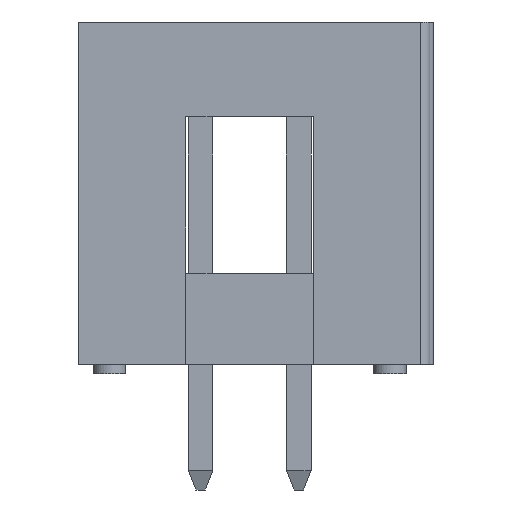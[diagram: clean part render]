
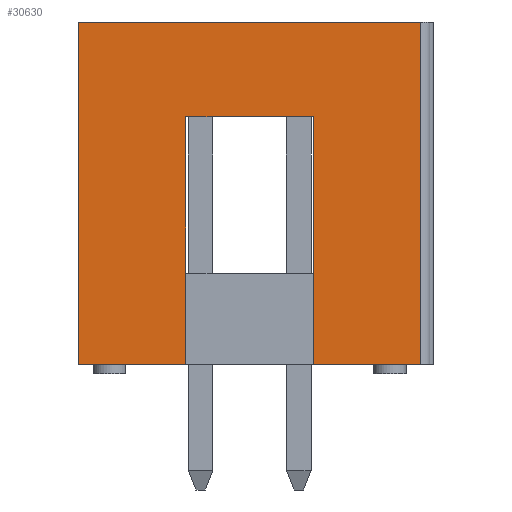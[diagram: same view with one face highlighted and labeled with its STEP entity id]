
A CAD part, front view. The second image highlights one B-rep face of the part: STEP entity #30630.
In plain terms, the highlighted face is planar.
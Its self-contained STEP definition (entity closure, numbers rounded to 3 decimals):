
#87=ORIENTED_EDGE('',*,*,#6049,.T.);
#88=ORIENTED_EDGE('',*,*,#6050,.F.);
#89=ORIENTED_EDGE('',*,*,#6051,.T.);
#90=ORIENTED_EDGE('',*,*,#6052,.T.);
#91=ORIENTED_EDGE('',*,*,#6053,.T.);
#92=ORIENTED_EDGE('',*,*,#6054,.F.);
#93=ORIENTED_EDGE('',*,*,#6055,.F.);
#94=ORIENTED_EDGE('',*,*,#6056,.T.);
#6049=EDGE_CURVE('',#9030,#9031,#10792,.T.);
#6050=EDGE_CURVE('',#9032,#9031,#10793,.T.);
#6051=EDGE_CURVE('',#9032,#9033,#10794,.T.);
#6052=EDGE_CURVE('',#9033,#9034,#10795,.T.);
#6053=EDGE_CURVE('',#9034,#9035,#10796,.T.);
#6054=EDGE_CURVE('',#9036,#9035,#10797,.T.);
#6055=EDGE_CURVE('',#9037,#9036,#10798,.T.);
#6056=EDGE_CURVE('',#9037,#9030,#10799,.T.);
#9030=VERTEX_POINT('',#39162);
#9031=VERTEX_POINT('',#39163);
#9032=VERTEX_POINT('',#39165);
#9033=VERTEX_POINT('',#39167);
#9034=VERTEX_POINT('',#39169);
#9035=VERTEX_POINT('',#39171);
#9036=VERTEX_POINT('',#39173);
#9037=VERTEX_POINT('',#39175);
#10792=LINE('',#39161,#13763);
#10793=LINE('',#39164,#13764);
#10794=LINE('',#39166,#13765);
#10795=LINE('',#39168,#13766);
#10796=LINE('',#39170,#13767);
#10797=LINE('',#39172,#13768);
#10798=LINE('',#39174,#13769);
#10799=LINE('',#39176,#13770);
#13763=VECTOR('',#33419,1000.);
#13764=VECTOR('',#33420,1000.);
#13765=VECTOR('',#33421,1000.);
#13766=VECTOR('',#33422,1000.);
#13767=VECTOR('',#33423,1000.);
#13768=VECTOR('',#33424,1000.);
#13769=VECTOR('',#33425,1000.);
#13770=VECTOR('',#33426,1000.);
#16723=EDGE_LOOP('',(#87,#88,#89,#90,#91,#92,#93,#94));
#18220=FACE_BOUND('',#16723,.T.);
#19717=PLANE('',#32002);
#30630=ADVANCED_FACE('',(#18220),#19717,.T.);
#32002=AXIS2_PLACEMENT_3D('',#39160,#33417,#33418);
#33417=DIRECTION('',(1.,0.,0.));
#33418=DIRECTION('',(0.,0.,-1.));
#33419=DIRECTION('',(0.,1.,0.));
#33420=DIRECTION('',(0.,0.,-1.));
#33421=DIRECTION('',(0.,1.,0.));
#33422=DIRECTION('',(0.,0.,-1.));
#33423=DIRECTION('',(0.,1.,0.));
#33424=DIRECTION('',(0.,0.,-1.));
#33425=DIRECTION('',(0.,1.,0.));
#33426=DIRECTION('',(0.,0.,-1.));
#39160=CARTESIAN_POINT('',(41.93,-4.425,4.425));
#39161=CARTESIAN_POINT('',(41.93,-4.425,-4.425));
#39162=CARTESIAN_POINT('',(41.93,-4.425,-4.425));
#39163=CARTESIAN_POINT('',(41.93,-1.65,-4.425));
#39164=CARTESIAN_POINT('',(41.93,-1.65,1.975));
#39165=CARTESIAN_POINT('',(41.93,-1.65,1.975));
#39166=CARTESIAN_POINT('',(41.93,-1.65,1.975));
#39167=CARTESIAN_POINT('',(41.93,1.65,1.975));
#39168=CARTESIAN_POINT('',(41.93,1.65,1.975));
#39169=CARTESIAN_POINT('',(41.93,1.65,-4.425));
#39170=CARTESIAN_POINT('',(41.93,-4.425,-4.425));
#39171=CARTESIAN_POINT('',(41.93,4.425,-4.425));
#39172=CARTESIAN_POINT('',(41.93,4.425,4.425));
#39173=CARTESIAN_POINT('',(41.93,4.425,4.425));
#39174=CARTESIAN_POINT('',(41.93,-4.425,4.425));
#39175=CARTESIAN_POINT('',(41.93,-4.425,4.425));
#39176=CARTESIAN_POINT('',(41.93,-4.425,4.425));
